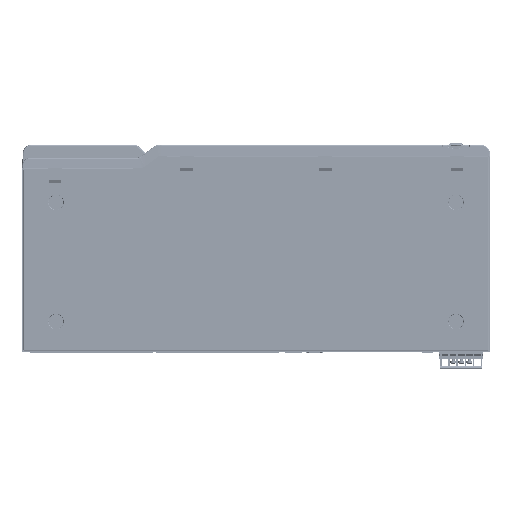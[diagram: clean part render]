
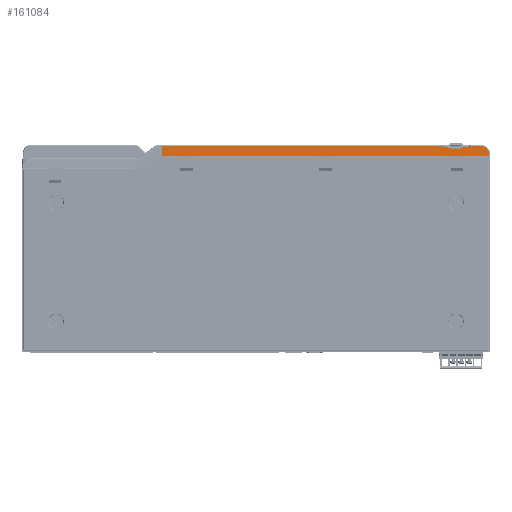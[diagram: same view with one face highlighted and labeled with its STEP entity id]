
A CAD part, front view. The second image highlights one B-rep face of the part: STEP entity #161084.
In plain terms, the highlighted planar face has unit normal (0, -0.999, 0.052).
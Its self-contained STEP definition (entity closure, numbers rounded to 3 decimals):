
#14200=DIRECTION('',(-1.,0.,0.));
#14201=VECTOR('',#14200,305.001);
#14202=CARTESIAN_POINT('',(219.001,0.,
185.));
#14203=LINE('',#14202,#14201);
#18419=DIRECTION('',(1.,0.,0.));
#18420=VECTOR('',#18419,10.992);
#18421=CARTESIAN_POINT('',(200.894,0.474,
194.052));
#18422=LINE('',#18421,#18420);
#18437=DIRECTION('',(1.,0.,0.));
#18438=VECTOR('',#18437,2.667);
#18439=CARTESIAN_POINT('',(-88.667,0.,
185.));
#18440=LINE('',#18439,#18438);
#18441=CARTESIAN_POINT('',(180.085,0.315,
191.015));
#18442=DIRECTION('',(0.,-0.999,0.052));
#18443=DIRECTION('',(0.389,0.048,0.92));
#18444=AXIS2_PLACEMENT_3D('',#18441,#18442,#18443);
#18446=CARTESIAN_POINT('',(195.216,0.402,
192.669));
#18447=CARTESIAN_POINT('',(192.941,0.352,
191.71));
#18448=CARTESIAN_POINT('',(188.,0.299,
190.711));
#18449=CARTESIAN_POINT('',(183.059,0.352,
191.71));
#18450=CARTESIAN_POINT('',(180.784,0.402,
192.669));
#18452=CARTESIAN_POINT('',(195.915,0.315,
191.015));
#18453=DIRECTION('',(0.,-0.999,0.052));
#18454=DIRECTION('',(0.,0.052,0.999));
#18455=AXIS2_PLACEMENT_3D('',#18452,#18453,#18454);
#18457=CARTESIAN_POINT('',(211.88,0.108,
187.058));
#18458=DIRECTION('',(0.,-0.999,0.052));
#18459=DIRECTION('',(0.999,0.003,0.05));
#18460=AXIS2_PLACEMENT_3D('',#18457,#18458,#18459);
#18462=DIRECTION('',(-0.052,0.052,0.997));
#18463=VECTOR('',#18462,2.423);
#18464=CARTESIAN_POINT('',(219.001,0.,
185.));
#18465=LINE('',#18464,#18463);
#18466=DIRECTION('',(0.,0.052,0.999));
#18467=VECTOR('',#18466,9.065);
#18468=CARTESIAN_POINT('',(-88.667,0.,
185.));
#18469=LINE('',#18468,#18467);
#26445=DIRECTION('',(1.,0.,0.));
#26446=VECTOR('',#26445,263.772);
#26447=CARTESIAN_POINT('',(-88.667,0.474,
194.052));
#26448=LINE('',#26447,#26446);
#27207=DIRECTION('',(-0.009,-0.052,-0.999));
#27208=VECTOR('',#27207,1.241);
#27209=CARTESIAN_POINT('',(200.894,0.474,
194.052));
#27210=LINE('',#27209,#27208);
#27227=DIRECTION('',(1.,0.,0.));
#27228=VECTOR('',#27227,4.967);
#27229=CARTESIAN_POINT('',(195.915,0.409,
192.811));
#27230=LINE('',#27229,#27228);
#27951=DIRECTION('',(1.,0.,0.));
#27952=VECTOR('',#27951,4.967);
#27953=CARTESIAN_POINT('',(175.117,0.409,
192.813));
#27954=LINE('',#27953,#27952);
#27970=DIRECTION('',(-0.009,0.052,0.999));
#27971=VECTOR('',#27970,1.241);
#27972=CARTESIAN_POINT('',(175.117,0.409,
192.813));
#27973=LINE('',#27972,#27971);
#107054=CARTESIAN_POINT('',(219.001,0.,
185.));
#107055=CARTESIAN_POINT('',(218.875,0.127,
187.416));
#107056=VERTEX_POINT('',#107054);
#107057=VERTEX_POINT('',#107055);
#107168=CARTESIAN_POINT('',(211.889,0.474,
194.053));
#107169=VERTEX_POINT('',#107168);
#107170=CARTESIAN_POINT('',(-88.667,0.474,
194.052));
#107171=CARTESIAN_POINT('',(175.106,0.474,
194.052));
#107172=VERTEX_POINT('',#107170);
#107173=VERTEX_POINT('',#107171);
#107174=CARTESIAN_POINT('',(195.915,0.409,
192.81));
#107175=CARTESIAN_POINT('',(195.216,0.402,
192.669));
#107176=VERTEX_POINT('',#107174);
#107177=VERTEX_POINT('',#107175);
#107246=CARTESIAN_POINT('',(200.894,0.474,
194.052));
#107247=VERTEX_POINT('',#107246);
#107248=CARTESIAN_POINT('',(175.117,0.409,
192.813));
#107249=VERTEX_POINT('',#107248);
#107251=VERTEX_POINT('',#18450);
#107252=CARTESIAN_POINT('',(200.883,0.409,
192.813));
#107253=VERTEX_POINT('',#107252);
#107356=CARTESIAN_POINT('',(180.085,0.409,
192.811));
#107357=VERTEX_POINT('',#107356);
#136849=CARTESIAN_POINT('',(-88.667,0.,
185.));
#136850=CARTESIAN_POINT('',(-86.,0.,185.));
#136851=VERTEX_POINT('',#136849);
#136852=VERTEX_POINT('',#136850);
#161053=CARTESIAN_POINT('',(220.,0.,185.));
#161054=DIRECTION('',(0.,0.999,-0.052));
#161055=DIRECTION('',(1.,0.,0.));
#161056=AXIS2_PLACEMENT_3D('',#161053,#161054,#161055);
#161057=PLANE('',#161056);
#161058=ORIENTED_EDGE('',*,*,#141187,.F.);
#161060=ORIENTED_EDGE('',*,*,#161059,.T.);
#161062=ORIENTED_EDGE('',*,*,#161061,.T.);
#161064=ORIENTED_EDGE('',*,*,#161063,.F.);
#161066=ORIENTED_EDGE('',*,*,#161065,.T.);
#161068=ORIENTED_EDGE('',*,*,#161067,.F.);
#161070=ORIENTED_EDGE('',*,*,#161069,.F.);
#161072=ORIENTED_EDGE('',*,*,#161071,.F.);
#161074=ORIENTED_EDGE('',*,*,#161073,.T.);
#161076=ORIENTED_EDGE('',*,*,#161075,.F.);
#161077=ORIENTED_EDGE('',*,*,#161031,.T.);
#161078=ORIENTED_EDGE('',*,*,#161044,.F.);
#161080=ORIENTED_EDGE('',*,*,#161079,.F.);
#161081=ORIENTED_EDGE('',*,*,#157544,.T.);
#161082=EDGE_LOOP('',(#161058,#161060,#161062,#161064,#161066,#161068,#161070,
#161072,#161074,#161076,#161077,#161078,#161080,#161081));
#161083=FACE_OUTER_BOUND('',#161082,.F.);
#161084=ADVANCED_FACE('',(#161083),#161057,.F.);
#18445=CIRCLE('',#18444,1.798);
#18451=B_SPLINE_CURVE_WITH_KNOTS('',3,(#18446,#18447,#18448,#18449,#18450),
.UNSPECIFIED.,.F.,.F.,(4,1,4),(0.,0.5,1.),.UNSPECIFIED.);
#18456=CIRCLE('',#18455,1.798);
#18461=CIRCLE('',#18460,7.004);
#141187=EDGE_CURVE('',#136851,#136852,#18440,.T.);
#157544=EDGE_CURVE('',#107056,#136852,#14203,.T.);
#161031=EDGE_CURVE('',#107247,#107169,#18422,.T.);
#161044=EDGE_CURVE('',#107057,#107169,#18461,.T.);
#161059=EDGE_CURVE('',#136851,#107172,#18469,.T.);
#161061=EDGE_CURVE('',#107172,#107173,#26448,.T.);
#161063=EDGE_CURVE('',#107249,#107173,#27973,.T.);
#161065=EDGE_CURVE('',#107249,#107357,#27954,.T.);
#161067=EDGE_CURVE('',#107251,#107357,#18445,.T.);
#161069=EDGE_CURVE('',#107177,#107251,#18451,.T.);
#161071=EDGE_CURVE('',#107176,#107177,#18456,.T.);
#161073=EDGE_CURVE('',#107176,#107253,#27230,.T.);
#161075=EDGE_CURVE('',#107247,#107253,#27210,.T.);
#161079=EDGE_CURVE('',#107056,#107057,#18465,.T.);
